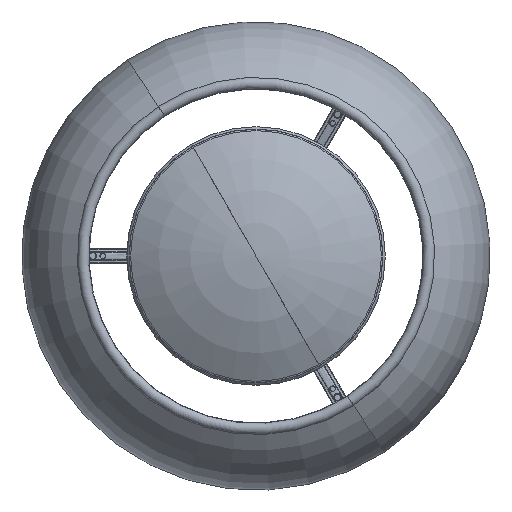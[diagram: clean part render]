
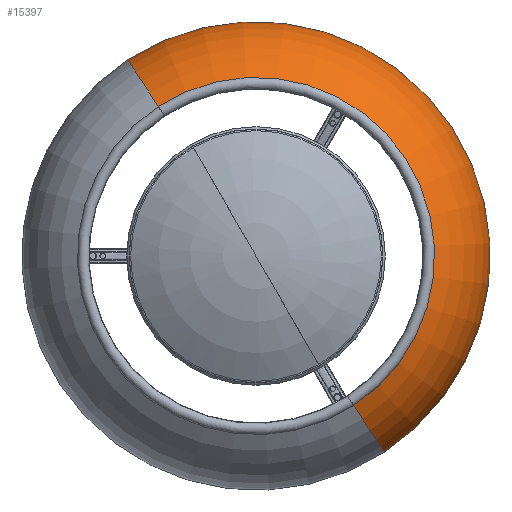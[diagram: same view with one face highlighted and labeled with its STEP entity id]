
A CAD part, front view. The second image highlights one B-rep face of the part: STEP entity #15397.
In plain terms, the highlighted toroidal (fillet/blend) face has major radius 120.056 mm and minor radius 115.565 mm.
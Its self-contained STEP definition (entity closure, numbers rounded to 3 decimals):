
#6313 = CARTESIAN_POINT ( 'NONE',  ( 0., -0.704, 179.333 ) ) ;
#6515 = AXIS2_PLACEMENT_3D ( 'NONE', #35382, #28925, #61519 ) ;
#6641 = AXIS2_PLACEMENT_3D ( 'NONE', #76688, #44111, #11525 ) ;
#8714 = DIRECTION ( 'NONE',  ( -1., 0., 0. ) ) ;
#10538 = AXIS2_PLACEMENT_3D ( 'NONE', #36111, #8714, #81956 ) ;
#10596 = CIRCLE ( 'NONE', #46212, 179.638 ) ;
#10999 = CARTESIAN_POINT ( 'NONE',  ( 0., -0.704, -179.333 ) ) ;
#11525 = DIRECTION ( 'NONE',  ( 0., 0., -1. ) ) ;
#14348 = DIRECTION ( 'NONE',  ( 0., -1., 0. ) ) ;
#14384 = VERTEX_POINT ( 'NONE', #10999 ) ;
#15397 = ADVANCED_FACE ( 'NONE', ( #56983 ), #50459, .T. ) ;
#16064 = DIRECTION ( 'NONE',  ( 1., 0., 0. ) ) ;
#21527 = CIRCLE ( 'NONE', #6515, 179.333 ) ;
#21848 = ORIENTED_EDGE ( 'NONE', *, *, #32436, .T. ) ;
#24286 = CARTESIAN_POINT ( 'NONE',  ( 0., 197.521, 179.638 ) ) ;
#28925 = DIRECTION ( 'NONE',  ( 0., -1., 0. ) ) ;
#29292 = EDGE_CURVE ( 'NONE', #14384, #58120, #21527, .T. ) ;
#29687 = CIRCLE ( 'NONE', #10538, 115.565 ) ;
#29985 = VERTEX_POINT ( 'NONE', #24286 ) ;
#32436 = EDGE_CURVE ( 'NONE', #65641, #29985, #10596, .T. ) ;
#33931 = EDGE_CURVE ( 'NONE', #65641, #14384, #29687, .T. ) ;
#35382 = CARTESIAN_POINT ( 'NONE',  ( 0., -0.704, 0. ) ) ;
#36111 = CARTESIAN_POINT ( 'NONE',  ( 0., 98.5, -120.056 ) ) ;
#37360 = ORIENTED_EDGE ( 'NONE', *, *, #53743, .T. ) ;
#38689 = CARTESIAN_POINT ( 'NONE',  ( 0., 197.521, -179.638 ) ) ;
#42221 = CARTESIAN_POINT ( 'NONE',  ( 0., 98.5, 120.056 ) ) ;
#44111 = DIRECTION ( 'NONE',  ( 0., -1., 0. ) ) ;
#46212 = AXIS2_PLACEMENT_3D ( 'NONE', #79082, #14348, #73923 ) ;
#48001 = EDGE_LOOP ( 'NONE', ( #21848, #37360, #76370, #66254 ) ) ;
#50459 = TOROIDAL_SURFACE ( 'NONE', #6641, 120.056, 115.565 ) ;
#53743 = EDGE_CURVE ( 'NONE', #29985, #58120, #61728, .T. ) ;
#56983 = FACE_OUTER_BOUND ( 'NONE', #48001, .T. ) ;
#58120 = VERTEX_POINT ( 'NONE', #6313 ) ;
#61519 = DIRECTION ( 'NONE',  ( 0., 0., -1. ) ) ;
#61728 = CIRCLE ( 'NONE', #82289, 115.565 ) ;
#65641 = VERTEX_POINT ( 'NONE', #38689 ) ;
#66254 = ORIENTED_EDGE ( 'NONE', *, *, #33931, .F. ) ;
#68375 = DIRECTION ( 'NONE',  ( 0., 0., -1. ) ) ;
#73923 = DIRECTION ( 'NONE',  ( 0., 0., -1. ) ) ;
#76370 = ORIENTED_EDGE ( 'NONE', *, *, #29292, .F. ) ;
#76688 = CARTESIAN_POINT ( 'NONE',  ( 0., 98.5, 0. ) ) ;
#79082 = CARTESIAN_POINT ( 'NONE',  ( 0., 197.521, 0. ) ) ;
#81956 = DIRECTION ( 'NONE',  ( 0., 0., 1. ) ) ;
#82289 = AXIS2_PLACEMENT_3D ( 'NONE', #42221, #16064, #68375 ) ;
